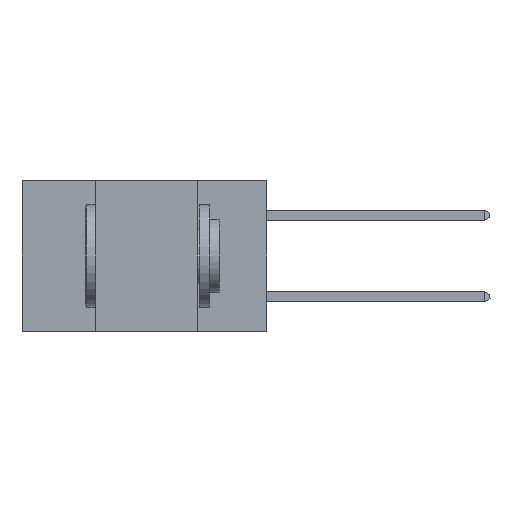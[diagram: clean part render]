
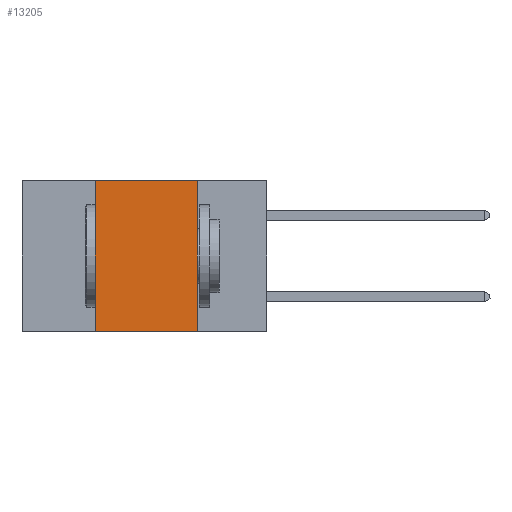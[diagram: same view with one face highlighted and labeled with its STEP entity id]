
A CAD part, left-side view. The second image highlights one B-rep face of the part: STEP entity #13205.
In plain terms, the highlighted planar face has unit normal (-1, 0, 0).
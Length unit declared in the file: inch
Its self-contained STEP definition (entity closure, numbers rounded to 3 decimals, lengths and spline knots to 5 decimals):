
#652 = DIRECTION ( 'NONE',  ( 0., -1., 0. ) ) ;
#722 = CARTESIAN_POINT ( 'NONE',  ( 0., 0.6, 0. ) ) ;
#1594 = LINE ( 'NONE', #20688, #6206 ) ;
#1670 = DIRECTION ( 'NONE',  ( 0., 0., -1. ) ) ;
#2120 = LINE ( 'NONE', #722, #6720 ) ;
#3263 = DIRECTION ( 'NONE',  ( 0., 0., 1. ) ) ;
#3520 = CARTESIAN_POINT ( 'NONE',  ( 0., 0.17, 0. ) ) ;
#3886 = EDGE_CURVE ( 'NONE', #19691, #20020, #2120, .T. ) ;
#5020 = CARTESIAN_POINT ( 'NONE',  ( 0., 0.6, 0. ) ) ;
#5486 = CARTESIAN_POINT ( 'NONE',  ( 0., 0.17, -0.37 ) ) ;
#6206 = VECTOR ( 'NONE', #3263, 39.37008 ) ;
#6254 = VERTEX_POINT ( 'NONE', #11474 ) ;
#6720 = VECTOR ( 'NONE', #652, 39.37008 ) ;
#6758 = DIRECTION ( 'NONE',  ( 0., 0., -1. ) ) ;
#8118 = VECTOR ( 'NONE', #8132, 39.37008 ) ;
#8132 = DIRECTION ( 'NONE',  ( 0., -1., 0. ) ) ;
#10311 = VECTOR ( 'NONE', #1670, 39.37008 ) ;
#10571 = VERTEX_POINT ( 'NONE', #5486 ) ;
#11474 = CARTESIAN_POINT ( 'NONE',  ( 0., 0.42, -0.37 ) ) ;
#11837 = EDGE_LOOP ( 'NONE', ( #21155, #19554, #17079, #11869 ) ) ;
#11869 = ORIENTED_EDGE ( 'NONE', *, *, #13089, .T. ) ;
#11991 = PLANE ( 'NONE',  #16129 ) ;
#12114 = CARTESIAN_POINT ( 'NONE',  ( 0., 0.17, 0. ) ) ;
#12266 = LINE ( 'NONE', #15133, #8118 ) ;
#13089 = EDGE_CURVE ( 'NONE', #6254, #10571, #12266, .T. ) ;
#13205 = ADVANCED_FACE ( 'NONE', ( #13639 ), #11991, .F. ) ;
#13639 = FACE_OUTER_BOUND ( 'NONE', #11837, .T. ) ;
#13866 = EDGE_CURVE ( 'NONE', #6254, #19691, #1594, .T. ) ;
#13873 = LINE ( 'NONE', #12114, #10311 ) ;
#13899 = EDGE_CURVE ( 'NONE', #20020, #10571, #13873, .T. ) ;
#14829 = CARTESIAN_POINT ( 'NONE',  ( 0., 0.42, 0. ) ) ;
#15133 = CARTESIAN_POINT ( 'NONE',  ( 0., 0.6, -0.37 ) ) ;
#16129 = AXIS2_PLACEMENT_3D ( 'NONE', #5020, #17292, #6758 ) ;
#17079 = ORIENTED_EDGE ( 'NONE', *, *, #13866, .F. ) ;
#17292 = DIRECTION ( 'NONE',  ( 1., 0., 0. ) ) ;
#19554 = ORIENTED_EDGE ( 'NONE', *, *, #3886, .F. ) ;
#19691 = VERTEX_POINT ( 'NONE', #14829 ) ;
#20020 = VERTEX_POINT ( 'NONE', #3520 ) ;
#20688 = CARTESIAN_POINT ( 'NONE',  ( 0., 0.42, 0. ) ) ;
#21155 = ORIENTED_EDGE ( 'NONE', *, *, #13899, .F. ) ;
